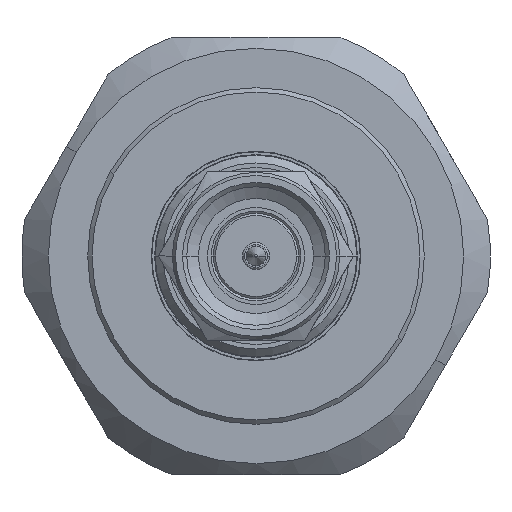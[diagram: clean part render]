
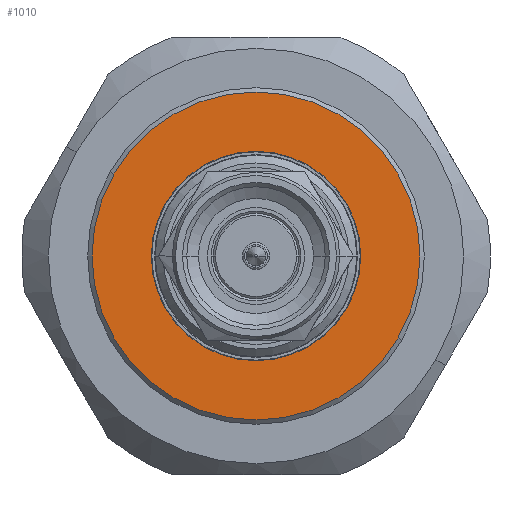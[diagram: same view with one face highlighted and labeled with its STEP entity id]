
A CAD part, left-side view. The second image highlights one B-rep face of the part: STEP entity #1010.
In plain terms, the highlighted face is planar.
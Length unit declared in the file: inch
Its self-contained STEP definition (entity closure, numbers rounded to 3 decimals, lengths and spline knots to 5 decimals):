
#188 = FACE_BOUND ( 'NONE', #735, .T. ) ;
#194 = VERTEX_POINT ( 'NONE', #6805 ) ;
#631 = EDGE_CURVE ( 'NONE', #6981, #5476, #6652, .T. ) ;
#654 = CIRCLE ( 'NONE', #1353, 0.17332 ) ;
#690 = ORIENTED_EDGE ( 'NONE', *, *, #5529, .F. ) ;
#735 = EDGE_LOOP ( 'NONE', ( #4781, #4660 ) ) ;
#1010 = ADVANCED_FACE ( 'NONE', ( #188, #2283 ), #4219, .T. ) ;
#1063 = EDGE_CURVE ( 'NONE', #2869, #194, #7779, .T. ) ;
#1210 = DIRECTION ( 'NONE',  ( -1., 0., 0. ) ) ;
#1353 = AXIS2_PLACEMENT_3D ( 'NONE', #2000, #3453, #4674 ) ;
#1594 = CARTESIAN_POINT ( 'NONE',  ( 0.67718, 0., 0. ) ) ;
#2000 = CARTESIAN_POINT ( 'NONE',  ( 0.67718, 0., 0. ) ) ;
#2252 = CARTESIAN_POINT ( 'NONE',  ( 0.67718, 0., 0.3031 ) ) ;
#2283 = FACE_OUTER_BOUND ( 'NONE', #6013, .T. ) ;
#2428 = ORIENTED_EDGE ( 'NONE', *, *, #631, .F. ) ;
#2496 = DIRECTION ( 'NONE',  ( -1., 0., 0. ) ) ;
#2538 = DIRECTION ( 'NONE',  ( 0., 0., 1. ) ) ;
#2577 = CARTESIAN_POINT ( 'NONE',  ( 0.67718, 0., 0. ) ) ;
#2869 = VERTEX_POINT ( 'NONE', #7144 ) ;
#3161 = AXIS2_PLACEMENT_3D ( 'NONE', #2577, #2496, #2538 ) ;
#3324 = AXIS2_PLACEMENT_3D ( 'NONE', #1594, #7643, #4827 ) ;
#3453 = DIRECTION ( 'NONE',  ( -1., 0., 0. ) ) ;
#3468 = AXIS2_PLACEMENT_3D ( 'NONE', #5459, #7859, #3865 ) ;
#3830 = CARTESIAN_POINT ( 'NONE',  ( 0.67718, 0., 0. ) ) ;
#3865 = DIRECTION ( 'NONE',  ( 0., 0., 1. ) ) ;
#4219 = PLANE ( 'NONE',  #3324 ) ;
#4660 = ORIENTED_EDGE ( 'NONE', *, *, #5782, .T. ) ;
#4674 = DIRECTION ( 'NONE',  ( 0., 0., 1. ) ) ;
#4781 = ORIENTED_EDGE ( 'NONE', *, *, #1063, .T. ) ;
#4827 = DIRECTION ( 'NONE',  ( 0., 0., -1. ) ) ;
#5459 = CARTESIAN_POINT ( 'NONE',  ( 0.67718, 0., 0. ) ) ;
#5476 = VERTEX_POINT ( 'NONE', #2252 ) ;
#5529 = EDGE_CURVE ( 'NONE', #5476, #6981, #6490, .T. ) ;
#5782 = EDGE_CURVE ( 'NONE', #194, #2869, #654, .T. ) ;
#6013 = EDGE_LOOP ( 'NONE', ( #690, #2428 ) ) ;
#6231 = AXIS2_PLACEMENT_3D ( 'NONE', #3830, #1210, #8465 ) ;
#6490 = CIRCLE ( 'NONE', #3161, 0.3031 ) ;
#6652 = CIRCLE ( 'NONE', #6231, 0.3031 ) ;
#6805 = CARTESIAN_POINT ( 'NONE',  ( 0.67718, 0., -0.17332 ) ) ;
#6981 = VERTEX_POINT ( 'NONE', #7502 ) ;
#7144 = CARTESIAN_POINT ( 'NONE',  ( 0.67718, 0., 0.17332 ) ) ;
#7502 = CARTESIAN_POINT ( 'NONE',  ( 0.67718, 0., -0.3031 ) ) ;
#7643 = DIRECTION ( 'NONE',  ( 1., 0., 0. ) ) ;
#7779 = CIRCLE ( 'NONE', #3468, 0.17332 ) ;
#7859 = DIRECTION ( 'NONE',  ( -1., 0., 0. ) ) ;
#8465 = DIRECTION ( 'NONE',  ( 0., 0., 1. ) ) ;
